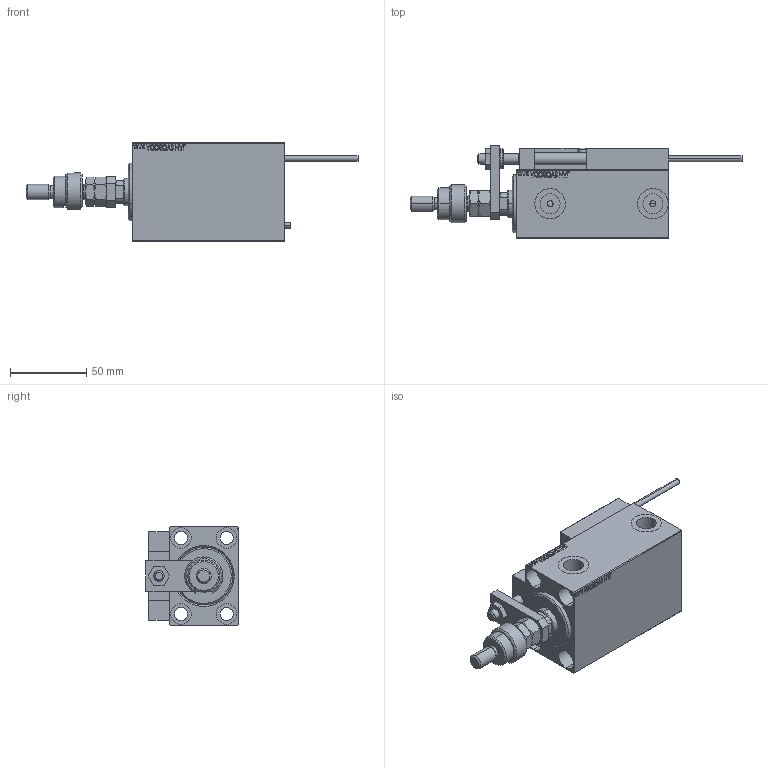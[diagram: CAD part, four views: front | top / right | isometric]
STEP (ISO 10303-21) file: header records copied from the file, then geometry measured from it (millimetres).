
FILE_DESCRIPTION (( 'STEP AP203' ), '1' );
FILE_NAME ('092f.STEP', '2022-04-17T11:50:26', ( '' ), ( '' ), 'SwSTEP 2.0', 'SolidWorks 2019', '' );
FILE_SCHEMA (( 'CONFIG_CONTROL_DESIGN' ));
Length unit declared in the file: millimetre
Products named in the file (18): NUT_D12 775a4903f7074582d8ec618e32c7b55b; MFA 775a4903f7074582d8ec618e32c7b55b; ZARAZKA 775a4903f7074582d8ec618e32c7b55b; SWITCH_X_FRONT_BACK 775a4903f7074582d8ec618e32c7b55b; ALLEN BOLT D5 775a4903f7074582d8ec618e32c7b55b; ALLEN BOLT D8 775a4903f7074582d8ec618e32c7b55b; X_Y_DFA 775a4903f7074582d8ec618e32c7b55b; TYC_L79 775a4903f7074582d8ec618e32c7b55b; 092f; KONCOVKA 775a4903f7074582d8ec618e32c7b55b; MAGNET 775a4903f7074582d8ec618e32c7b55b; FEMALE_PART_FOR_DFA 775a4903f7074582d8ec618e32c7b55b; Block 775a4903f7074582d8ec618e32c7b55b; SWITCH X 775a4903f7074582d8ec618e32c7b55b; V450CM_VC_B 775a4903f7074582d8ec618e32c7b55b; V450CM_C_VCP 775a4903f7074582d8ec618e32c7b55b; V450CM_C_Body 775a4903f7074582d8ec618e32c7b55b; SWITCH DIM B,W 775a4903f7074582d8ec618e32c7b55b
Assembly tree (27 placements, depth 3):
  092f
    V450CM_C_Body 775a4903f7074582d8ec618e32c7b55b
    SWITCH X 775a4903f7074582d8ec618e32c7b55b
      SWITCH_X_FRONT_BACK 775a4903f7074582d8ec618e32c7b55b  x2
      TYC_L79 775a4903f7074582d8ec618e32c7b55b
      Block 775a4903f7074582d8ec618e32c7b55b  x2
      ALLEN BOLT D5 775a4903f7074582d8ec618e32c7b55b  x4
      ALLEN BOLT D8 775a4903f7074582d8ec618e32c7b55b  x4
      MAGNET 775a4903f7074582d8ec618e32c7b55b  x2
      KONCOVKA 775a4903f7074582d8ec618e32c7b55b  x2
    NUT_D12 775a4903f7074582d8ec618e32c7b55b
    SWITCH DIM B,W 775a4903f7074582d8ec618e32c7b55b
    ZARAZKA 775a4903f7074582d8ec618e32c7b55b
    V450CM_C_VCP 775a4903f7074582d8ec618e32c7b55b
    V450CM_VC_B 775a4903f7074582d8ec618e32c7b55b
    X_Y_DFA 775a4903f7074582d8ec618e32c7b55b
      FEMALE_PART_FOR_DFA 775a4903f7074582d8ec618e32c7b55b
      MFA 775a4903f7074582d8ec618e32c7b55b
Bounding box: 218 x 60.5 x 65 mm (x, y, z)
Volume: 306457 mm3; surface area: 91991.6 mm2
Topology: 25 solids, 25 shells, 1384 faces, 3296 edges, 2095 vertices
Faces by surface type: plane 593, bspline 380, cylinder 213, cone 146, torus 48, sphere 4
Entity records: 53712 total; most frequent: CARTESIAN_POINT 26918, ORIENTED_EDGE 5612, DIRECTION 3926, EDGE_CURVE 2806, VERTEX_POINT 1819, VECTOR 1560, LINE 1560, EDGE_LOOP 1303
